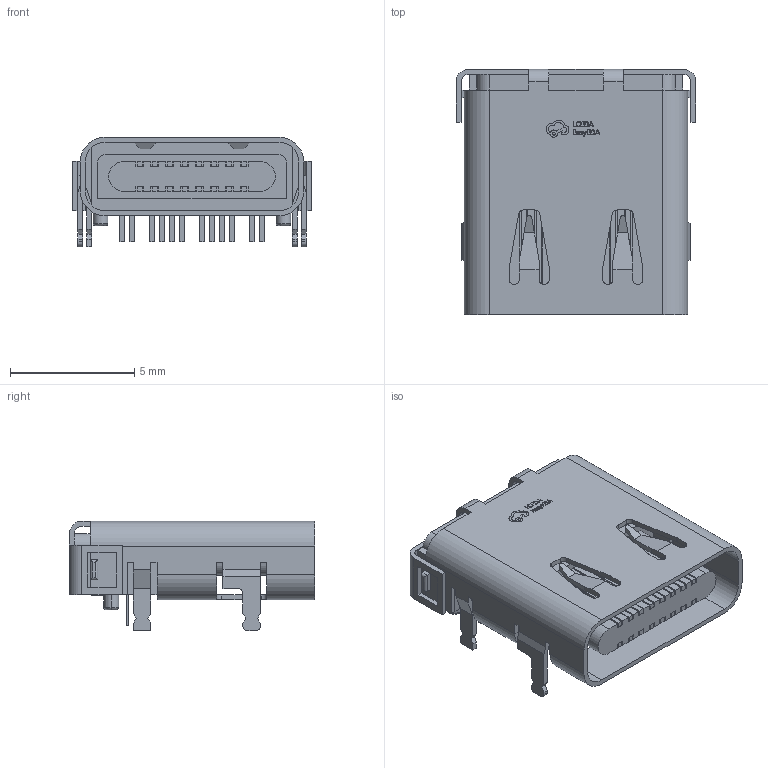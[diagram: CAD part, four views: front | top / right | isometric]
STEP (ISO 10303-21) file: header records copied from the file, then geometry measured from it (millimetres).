
FILE_DESCRIPTION (( 'STEP AP214' ), '1' );
FILE_NAME ('TYPE-C-SMD_TYPE-C-24P-QCHT.step', '2022-07-29T08:49:43', ( '' ), ( '' ), 'SwSTEP 2.0', 'SolidWorks 2020', '' );
FILE_SCHEMA (( 'AUTOMOTIVE_DESIGN' ));
Length unit declared in the file: millimetre
Products named in the file (1): TYPE-C-SMD_TYPE-C-24P-QCHT
Bounding box: 9.64 x 9.85 x 4.41 mm (x, y, z)
Volume: 162.7 mm3; surface area: 721.4 mm2
Topology: 30 solids, 30 shells, 781 faces, 2037 edges, 1344 vertices
Faces by surface type: plane 609, bspline 98, cylinder 70, torus 4
Entity records: 33024 total; most frequent: CARTESIAN_POINT 5505, ORIENTED_EDGE 4074, DIRECTION 3323, EDGE_CURVE 2037, LINE 1695, VECTOR 1695, VERTEX_POINT 1344, EDGE_LOOP 825
